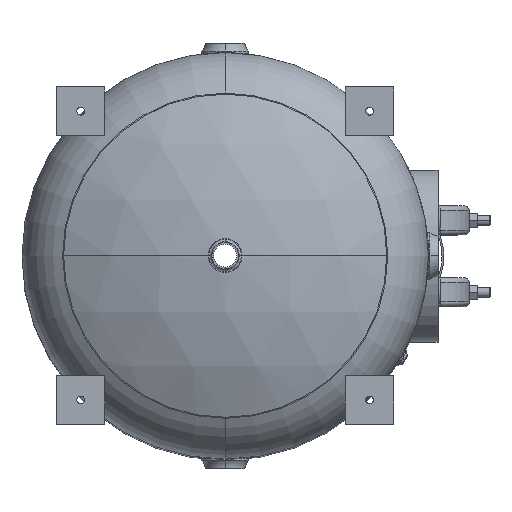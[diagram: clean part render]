
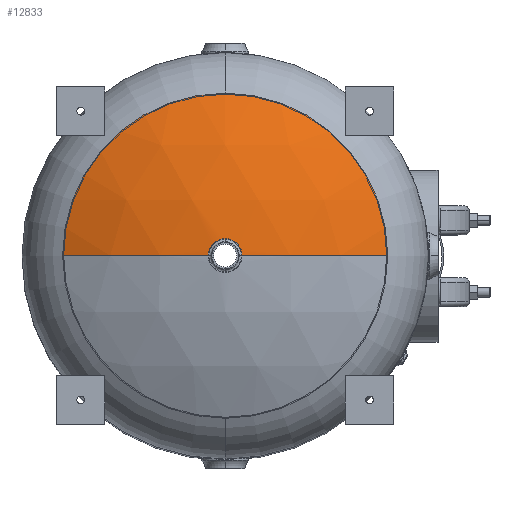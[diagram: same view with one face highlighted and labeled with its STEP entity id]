
A CAD part, top view. The second image highlights one B-rep face of the part: STEP entity #12833.
In plain terms, the highlighted spherical face has radius 960.12 mm.
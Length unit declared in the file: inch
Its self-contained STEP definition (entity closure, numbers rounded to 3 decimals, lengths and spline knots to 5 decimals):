
#1637 = CARTESIAN_POINT ( 'NONE',  ( 0., 0., 10.2 ) ) ;
#1638 = DIRECTION ( 'NONE',  ( 0., -1., 0. ) ) ;
#1639 = DIRECTION ( 'NONE',  ( 1., 0., 0. ) ) ;
#2004 = CARTESIAN_POINT ( 'NONE',  ( 0., 0., 10.2 ) ) ;
#2011 = FACE_OUTER_BOUND ( 'NONE', #12477, .T. ) ;
#2012 = SPHERICAL_SURFACE ( 'NONE', #6459, 37.8 ) ;
#2015 = DIRECTION ( 'NONE',  ( 0., -1., 0. ) ) ;
#2016 = DIRECTION ( 'NONE',  ( 1., 0., 0. ) ) ;
#4741 = AXIS2_PLACEMENT_3D ( 'NONE', #7700, #7701, #7702 ) ;
#4743 = AXIS2_PLACEMENT_3D ( 'NONE', #7697, #7698, #7699 ) ;
#4744 = CIRCLE ( 'NONE', #4741, 16.8 ) ;
#4746 = CIRCLE ( 'NONE', #4743, 1.44 ) ;
#4772 = AXIS2_PLACEMENT_3D ( 'NONE', #17815, #17816, #17817 ) ;
#4774 = AXIS2_PLACEMENT_3D ( 'NONE', #17812, #17813, #17814 ) ;
#4776 = CIRCLE ( 'NONE', #4774, 37.8 ) ;
#4780 = CIRCLE ( 'NONE', #4772, 16.8 ) ;
#6459 = AXIS2_PLACEMENT_3D ( 'NONE', #2004, #2015, #2016 ) ;
#6783 = VERTEX_POINT ( 'NONE', #15840 ) ;
#6787 = VERTEX_POINT ( 'NONE', #15844 ) ;
#6788 = VERTEX_POINT ( 'NONE', #15845 ) ;
#6793 = VERTEX_POINT ( 'NONE', #15850 ) ;
#6799 = VERTEX_POINT ( 'NONE', #15856 ) ;
#7145 = EDGE_CURVE ( 'NONE', #6787, #6783, #8615, .T. ) ;
#7170 = EDGE_CURVE ( 'NONE', #6788, #6799, #4776, .T. ) ;
#7171 = EDGE_CURVE ( 'NONE', #6793, #6799, #4780, .T. ) ;
#7198 = EDGE_CURVE ( 'NONE', #6788, #6787, #4746, .T. ) ;
#7199 = EDGE_CURVE ( 'NONE', #6783, #6793, #4744, .T. ) ;
#7697 = CARTESIAN_POINT ( 'NONE',  ( 0., 0., 47.97256 ) ) ;
#7698 = DIRECTION ( 'NONE',  ( 0., 0., 1. ) ) ;
#7699 = DIRECTION ( 'NONE',  ( -1., 0., 0. ) ) ;
#7700 = CARTESIAN_POINT ( 'NONE',  ( 0., 0., 44.06148 ) ) ;
#7701 = DIRECTION ( 'NONE',  ( 0., 0., -1. ) ) ;
#7702 = DIRECTION ( 'NONE',  ( 0., 1., 0. ) ) ;
#8613 = AXIS2_PLACEMENT_3D ( 'NONE', #1637, #1638, #1639 ) ;
#8615 = CIRCLE ( 'NONE', #8613, 37.8 ) ;
#12477 = EDGE_LOOP ( 'NONE', ( #12611, #12612, #12613, #12614, #12615 ) ) ;
#12611 = ORIENTED_EDGE ( 'NONE', *, *, #7145, .F. ) ;
#12612 = ORIENTED_EDGE ( 'NONE', *, *, #7198, .F. ) ;
#12613 = ORIENTED_EDGE ( 'NONE', *, *, #7170, .T. ) ;
#12614 = ORIENTED_EDGE ( 'NONE', *, *, #7171, .F. ) ;
#12615 = ORIENTED_EDGE ( 'NONE', *, *, #7199, .F. ) ;
#12833 = ADVANCED_FACE ( 'NONE', ( #2011 ), #2012, .T. ) ;
#15840 = CARTESIAN_POINT ( 'NONE',  ( -16.8, 0., 44.06148 ) ) ;
#15844 = CARTESIAN_POINT ( 'NONE',  ( -1.44, 0., 47.97256 ) ) ;
#15845 = CARTESIAN_POINT ( 'NONE',  ( 1.44, 0., 47.97256 ) ) ;
#15850 = CARTESIAN_POINT ( 'NONE',  ( 0., 16.8, 44.06148 ) ) ;
#15856 = CARTESIAN_POINT ( 'NONE',  ( 16.8, 0., 44.06148 ) ) ;
#17812 = CARTESIAN_POINT ( 'NONE',  ( 0., 0., 10.2 ) ) ;
#17813 = DIRECTION ( 'NONE',  ( 0., 1., 0. ) ) ;
#17814 = DIRECTION ( 'NONE',  ( 0., 0., 1. ) ) ;
#17815 = CARTESIAN_POINT ( 'NONE',  ( 0., 0., 44.06148 ) ) ;
#17816 = DIRECTION ( 'NONE',  ( 0., 0., -1. ) ) ;
#17817 = DIRECTION ( 'NONE',  ( 0., 1., 0. ) ) ;
